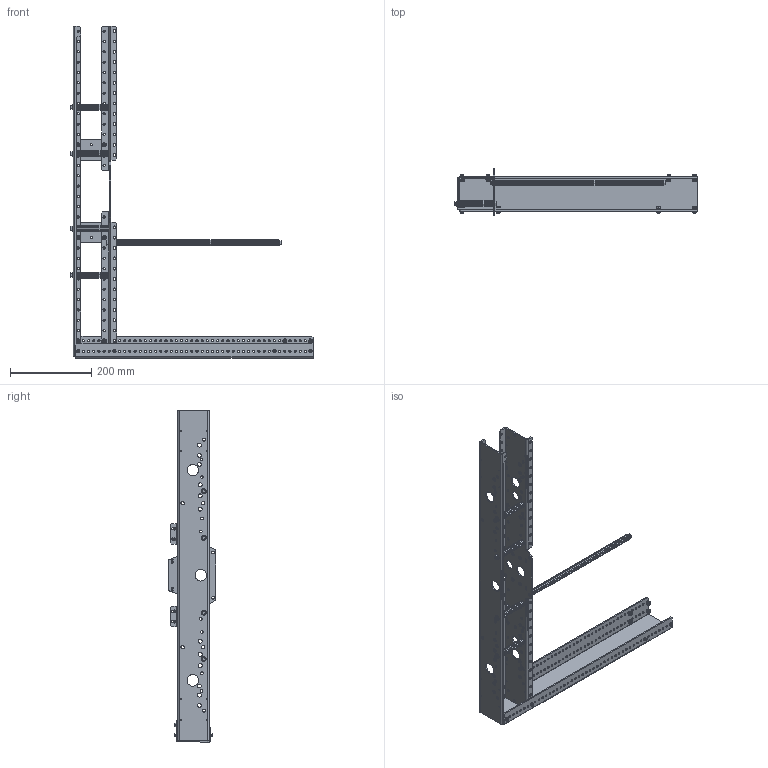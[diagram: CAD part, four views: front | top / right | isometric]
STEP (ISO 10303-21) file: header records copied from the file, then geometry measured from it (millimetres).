
FILE_DESCRIPTION(/* description */ (''),/* implementation_level */ '2;1');
FILE_NAME(/* name */ 'AM14U3 Long Frame Half.iam.stp',/* time_stamp */ '2016-01-07T16:49:34-08:00',/* author */ ('PhillipD'),/* organization */ (''),/* preprocessor_version */ 'ST-DEVELOPER v16.1',/* originating_system */ 'Autodesk Inventor 2016',/* authorisation */ '');
FILE_SCHEMA (('AUTOMOTIVE_DESIGN { 1 0 10303 214 3 1 1 }'));
Length unit declared in the file: inch
Products named in the file (10): 10-32x0500_shcs_HX-SHCS 0.19-32x1.375x1-C; 10-32 Nylock Nut; Churro 3375; FHTS 0.25-20-0.75_FHTS 0.25-20-G-0.75-C; AM14U3 End Sheet Long; AM14U3 Inside Sheet Rev2; AM14U3 Outside Sheet Rev1_DefaultSM-FLAT-PATTERN; am-2954 AM14U2 2x3 Hole Bracket; Churro 16250; AM14U3 Long Frame Half
Assembly tree (60 placements, depth 2):
  AM14U3 Long Frame Half
    10-32x0500_shcs_HX-SHCS 0.19-32x1.375x1-C  x20
    10-32 Nylock Nut  x20
    Churro 3375  x4
    FHTS 0.25-20-0.75_FHTS 0.25-20-G-0.75-C  x10
    AM14U3 End Sheet Long
    AM14U3 Inside Sheet Rev2
    AM14U3 Outside Sheet Rev1_DefaultSM-FLAT-PATTERN
    am-2954 AM14U2 2x3 Hole Bracket  x2
    Churro 16250
Bounding box: 596.14 x 116.33 x 816.74 mm (x, y, z)
Volume: 917478.1 mm3; surface area: 642941.7 mm2
Topology: 60 solids, 60 shells, 1752 faces, 4190 edges, 2628 vertices
Faces by surface type: plane 824, cylinder 568, sphere 240, cone 80, torus 40
Full cylindrical faces by diameter (mm): 2.54 x16, 3.572 x8, 4.039 x20, 4.064 x4, 4.826 x20, 5.08 x4, 5.105 x8, 5.334 x216, 5.867 x5, 6.35 x10, 6.654 x20, 6.706 x62, 6.756 x4, 6.807 x2, 7.457 x10, 7.938 x20, 8.128 x10, 9.525 x26, 9.652 x24, 12.192 x10, 22.225 x3, 28.575 x6
Entity records: 20694 total; most frequent: DIRECTION 3544, CARTESIAN_POINT 3093, ORIENTED_EDGE 2612, EDGE_LOOP 1732, AXIS2_PLACEMENT_3D 1561, EDGE_CURVE 1306, FACE_BOUND 1121, VERTEX_POINT 1098
